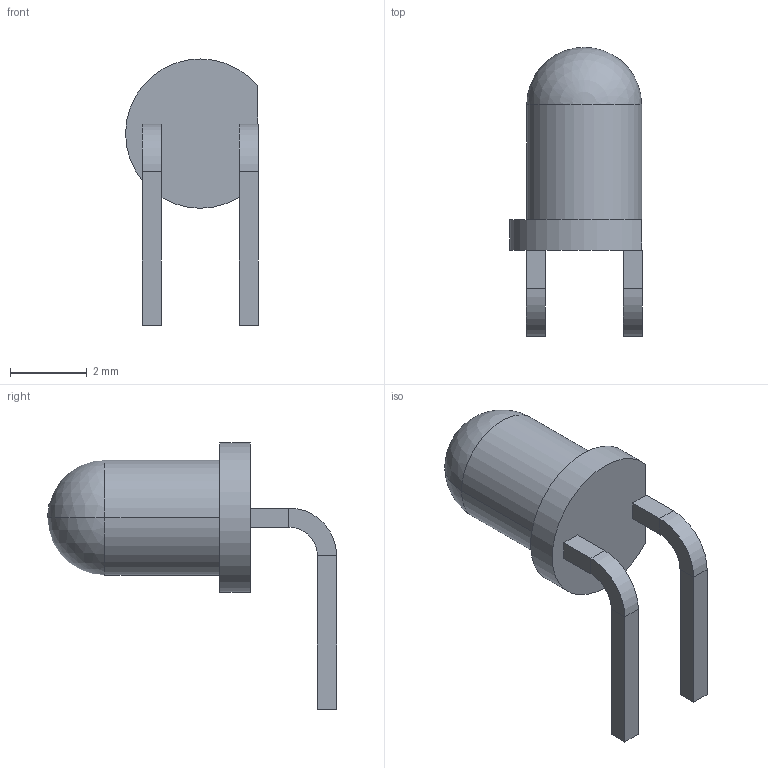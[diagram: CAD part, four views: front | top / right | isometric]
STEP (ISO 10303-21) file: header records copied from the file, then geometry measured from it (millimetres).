
FILE_DESCRIPTION (( 'STEP AP214' ), '1' );
FILE_NAME ('LED DIP 3mm Hor Yellow.STEP', '2023-11-13T10:21:48', ( 'Elessar' ), ( '' ), 'SwSTEP 2.0', 'SolidWorks 2018', '' );
FILE_SCHEMA (( 'AUTOMOTIVE_DESIGN' ));
Length unit declared in the file: millimetre
Products named in the file (1): LED DIP 3mm Hor Yellow
Bounding box: 3.47 x 7.55 x 6.95 mm (x, y, z)
Volume: 40.5 mm3; surface area: 93.6 mm2
Topology: 1 solids, 1 shells, 35 faces, 79 edges, 45 vertices
Faces by surface type: plane 26, cylinder 7, sphere 2
Entity records: 1336 total; most frequent: DIRECTION 163, CARTESIAN_POINT 154, ORIENTED_EDGE 150, EDGE_CURVE 75, VECTOR 59, LINE 59, AXIS2_PLACEMENT_3D 52, VERTEX_POINT 43
